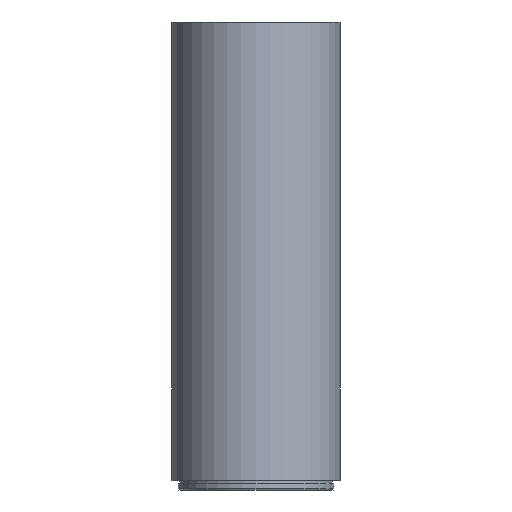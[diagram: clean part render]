
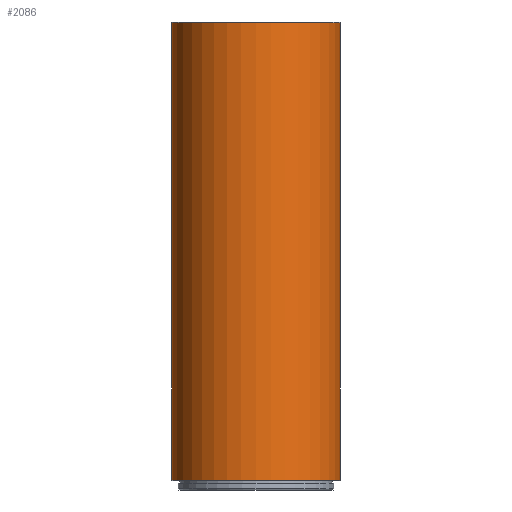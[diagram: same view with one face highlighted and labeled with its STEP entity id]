
A CAD part, front view. The second image highlights one B-rep face of the part: STEP entity #2086.
In plain terms, the highlighted cylindrical face has radius 27.94 mm (diameter 55.88 mm), a partial arc.
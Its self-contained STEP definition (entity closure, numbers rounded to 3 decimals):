
#417 = CARTESIAN_POINT ( 'NONE',  ( 27.94, 0., 76.2 ) ) ;
#713 = CARTESIAN_POINT ( 'NONE',  ( 27.94, 0., 75.946 ) ) ;
#1314 = DIRECTION ( 'NONE',  ( 1., 0., 0. ) ) ;
#1483 = CARTESIAN_POINT ( 'NONE',  ( 27.94, 0., -75.946 ) ) ;
#1568 = CARTESIAN_POINT ( 'NONE',  ( -27.94, 0., 76.2 ) ) ;
#1634 = CARTESIAN_POINT ( 'NONE',  ( -27.94, 0., -75.946 ) ) ;
#2086 = ADVANCED_FACE ( 'NONE', ( #6913 ), #16138, .T. ) ;
#2223 = ORIENTED_EDGE ( 'NONE', *, *, #4544, .T. ) ;
#3801 = CARTESIAN_POINT ( 'NONE',  ( 0., 0., -75.946 ) ) ;
#3811 = VECTOR ( 'NONE', #12482, 1000. ) ;
#4544 = EDGE_CURVE ( 'NONE', #8284, #7767, #5477, .T. ) ;
#4876 = DIRECTION ( 'NONE',  ( 1., 0., 0. ) ) ;
#5414 = DIRECTION ( 'NONE',  ( 0., 0., 1. ) ) ;
#5477 = CIRCLE ( 'NONE', #10838, 27.94 ) ;
#5685 = EDGE_CURVE ( 'NONE', #6944, #7767, #6009, .T. ) ;
#6009 = LINE ( 'NONE', #417, #13291 ) ;
#6366 = ORIENTED_EDGE ( 'NONE', *, *, #5685, .F. ) ;
#6913 = FACE_OUTER_BOUND ( 'NONE', #13464, .T. ) ;
#6944 = VERTEX_POINT ( 'NONE', #713 ) ;
#7767 = VERTEX_POINT ( 'NONE', #1483 ) ;
#8284 = VERTEX_POINT ( 'NONE', #1634 ) ;
#8616 = ORIENTED_EDGE ( 'NONE', *, *, #11806, .T. ) ;
#8825 = CARTESIAN_POINT ( 'NONE',  ( 0., 0., 76.2 ) ) ;
#9492 = DIRECTION ( 'NONE',  ( 0., 0., -1. ) ) ;
#9763 = AXIS2_PLACEMENT_3D ( 'NONE', #17695, #9492, #1314 ) ;
#9985 = DIRECTION ( 'NONE',  ( 0., 0., -1. ) ) ;
#10838 = AXIS2_PLACEMENT_3D ( 'NONE', #3801, #5414, #4876 ) ;
#11083 = EDGE_CURVE ( 'NONE', #6944, #13123, #12405, .T. ) ;
#11391 = ORIENTED_EDGE ( 'NONE', *, *, #11083, .T. ) ;
#11806 = EDGE_CURVE ( 'NONE', #13123, #8284, #14726, .T. ) ;
#12405 = CIRCLE ( 'NONE', #9763, 27.94 ) ;
#12482 = DIRECTION ( 'NONE',  ( 0., 0., -1. ) ) ;
#12786 = DIRECTION ( 'NONE',  ( -1., 0., 0. ) ) ;
#13123 = VERTEX_POINT ( 'NONE', #13295 ) ;
#13291 = VECTOR ( 'NONE', #9985, 1000. ) ;
#13295 = CARTESIAN_POINT ( 'NONE',  ( -27.94, 0., 75.946 ) ) ;
#13464 = EDGE_LOOP ( 'NONE', ( #6366, #11391, #8616, #2223 ) ) ;
#14726 = LINE ( 'NONE', #1568, #3811 ) ;
#15486 = DIRECTION ( 'NONE',  ( 0., 0., -1. ) ) ;
#15608 = AXIS2_PLACEMENT_3D ( 'NONE', #8825, #15486, #12786 ) ;
#16138 = CYLINDRICAL_SURFACE ( 'NONE', #15608, 27.94 ) ;
#17695 = CARTESIAN_POINT ( 'NONE',  ( 0., 0., 75.946 ) ) ;
